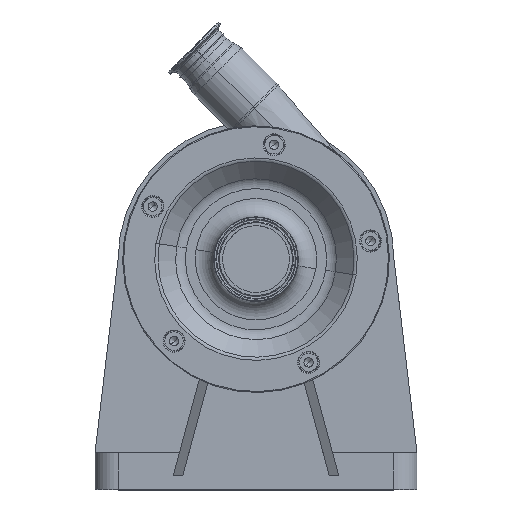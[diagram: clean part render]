
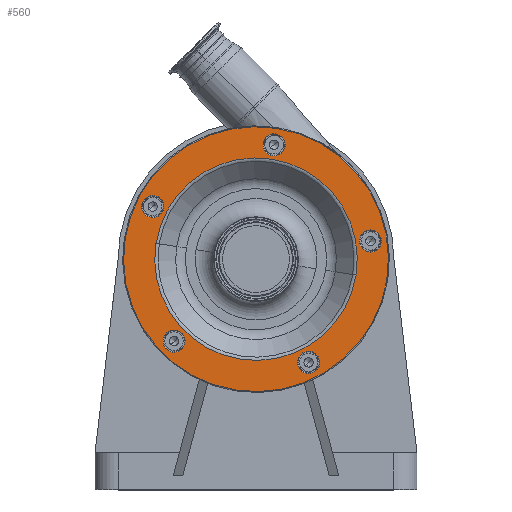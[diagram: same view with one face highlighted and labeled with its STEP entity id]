
A CAD part, top view. The second image highlights one B-rep face of the part: STEP entity #560.
In plain terms, the highlighted planar face has unit normal (0, 0, 1).
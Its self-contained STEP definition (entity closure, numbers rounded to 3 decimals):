
#177 = AXIS2_PLACEMENT_3D ( 'NONE', #15659, #11754, #2372 ) ;
#249 = EDGE_CURVE ( 'NONE', #3348, #10188, #18283, .T. ) ;
#285 = AXIS2_PLACEMENT_3D ( 'NONE', #7952, #1889, #12900 ) ;
#330 = DIRECTION ( 'NONE',  ( 0.988, -0.156, 0. ) ) ;
#553 = AXIS2_PLACEMENT_3D ( 'NONE', #5334, #3674, #13170 ) ;
#560 = ADVANCED_FACE ( 'NONE', ( #17976, #10059, #16419, #16521, #2412, #7143, #13433 ), #19708, .F. ) ;
#706 = CARTESIAN_POINT ( 'NONE',  ( 7.858, 126.326, 294.5 ) ) ;
#725 = AXIS2_PLACEMENT_3D ( 'NONE', #16221, #8308, #18911 ) ;
#764 = AXIS2_PLACEMENT_3D ( 'NONE', #5016, #7808, #6151 ) ;
#788 = ORIENTED_EDGE ( 'NONE', *, *, #2776, .F. ) ;
#838 = ORIENTED_EDGE ( 'NONE', *, *, #13362, .F. ) ;
#1046 = CIRCLE ( 'NONE', #725, 12. ) ;
#1206 = DIRECTION ( 'NONE',  ( 0., 0., 1. ) ) ;
#1229 = ORIENTED_EDGE ( 'NONE', *, *, #249, .F. ) ;
#1574 = DIRECTION ( 'NONE',  ( 0.988, -0.156, 0. ) ) ;
#1620 = AXIS2_PLACEMENT_3D ( 'NONE', #4461, #6121, #15791 ) ;
#1889 = DIRECTION ( 'NONE',  ( 0., 0., 1. ) ) ;
#2183 = DIRECTION ( 'NONE',  ( 0.988, -0.156, 0. ) ) ;
#2274 = EDGE_CURVE ( 'NONE', #6999, #12974, #18025, .T. ) ;
#2372 = DIRECTION ( 'NONE',  ( 0.988, -0.156, 0. ) ) ;
#2411 = AXIS2_PLACEMENT_3D ( 'NONE', #18139, #10113, #2183 ) ;
#2412 = FACE_BOUND ( 'NONE', #9233, .T. ) ;
#2416 = EDGE_LOOP ( 'NONE', ( #838, #8796 ) ) ;
#2661 = CARTESIAN_POINT ( 'NONE',  ( -124.119, 59.08, 294.5 ) ) ;
#2667 = AXIS2_PLACEMENT_3D ( 'NONE', #9404, #20198, #1574 ) ;
#2776 = EDGE_CURVE ( 'NONE', #12399, #16227, #15718, .T. ) ;
#3314 = AXIS2_PLACEMENT_3D ( 'NONE', #20117, #19915, #11795 ) ;
#3324 = CARTESIAN_POINT ( 'NONE',  ( -142.227, 22.527, 294.5 ) ) ;
#3348 = VERTEX_POINT ( 'NONE', #13009 ) ;
#3354 = ORIENTED_EDGE ( 'NONE', *, *, #2274, .F. ) ;
#3430 = CARTESIAN_POINT ( 'NONE',  ( -100.948, -87.218, 294.5 ) ) ;
#3594 = CIRCLE ( 'NONE', #4906, 144. ) ;
#3674 = DIRECTION ( 'NONE',  ( 0., 0., 1. ) ) ;
#4041 = CARTESIAN_POINT ( 'NONE',  ( 22.527, 142.227, 294.5 ) ) ;
#4461 = CARTESIAN_POINT ( 'NONE',  ( -89.095, -89.095, 294.5 ) ) ;
#4568 = VERTEX_POINT ( 'NONE', #15815 ) ;
#4869 = EDGE_CURVE ( 'NONE', #10188, #3348, #12208, .T. ) ;
#4906 = AXIS2_PLACEMENT_3D ( 'NONE', #12704, #6617, #19284 ) ;
#4986 = EDGE_CURVE ( 'NONE', #11113, #16573, #14499, .T. ) ;
#5016 = CARTESIAN_POINT ( 'NONE',  ( -112.267, 57.203, 294.5 ) ) ;
#5020 = CIRCLE ( 'NONE', #16531, 12. ) ;
#5334 = CARTESIAN_POINT ( 'NONE',  ( 57.203, -112.267, 294.5 ) ) ;
#5555 = ORIENTED_EDGE ( 'NONE', *, *, #10994, .F. ) ;
#5915 = CARTESIAN_POINT ( 'NONE',  ( 142.227, -22.527, 294.5 ) ) ;
#6121 = DIRECTION ( 'NONE',  ( 0., 0., 1. ) ) ;
#6151 = DIRECTION ( 'NONE',  ( 0.988, -0.156, 0. ) ) ;
#6469 = ORIENTED_EDGE ( 'NONE', *, *, #8014, .F. ) ;
#6617 = DIRECTION ( 'NONE',  ( 0., 0., 1. ) ) ;
#6623 = AXIS2_PLACEMENT_3D ( 'NONE', #7561, #13837, #18171 ) ;
#6675 = EDGE_CURVE ( 'NONE', #16227, #12399, #5020, .T. ) ;
#6683 = VERTEX_POINT ( 'NONE', #11232 ) ;
#6699 = CIRCLE ( 'NONE', #2411, 12. ) ;
#6999 = VERTEX_POINT ( 'NONE', #7237 ) ;
#7135 = EDGE_CURVE ( 'NONE', #12974, #6999, #18148, .T. ) ;
#7143 = FACE_OUTER_BOUND ( 'NONE', #17249, .T. ) ;
#7237 = CARTESIAN_POINT ( 'NONE',  ( 108.716, -17.219, 294.5 ) ) ;
#7561 = CARTESIAN_POINT ( 'NONE',  ( -89.095, -89.095, 294.5 ) ) ;
#7808 = DIRECTION ( 'NONE',  ( 0., 0., 1. ) ) ;
#7952 = CARTESIAN_POINT ( 'NONE',  ( 0., 0., 294.5 ) ) ;
#8014 = EDGE_CURVE ( 'NONE', #10219, #6683, #16842, .T. ) ;
#8308 = DIRECTION ( 'NONE',  ( 0., 0., 1. ) ) ;
#8439 = DIRECTION ( 'NONE',  ( 0., 0., 1. ) ) ;
#8526 = EDGE_CURVE ( 'NONE', #4568, #13314, #6699, .T. ) ;
#8796 = ORIENTED_EDGE ( 'NONE', *, *, #8526, .F. ) ;
#9016 = CARTESIAN_POINT ( 'NONE',  ( 19.711, 124.449, 294.5 ) ) ;
#9046 = CIRCLE ( 'NONE', #177, 12. ) ;
#9233 = EDGE_LOOP ( 'NONE', ( #3354, #19593 ) ) ;
#9404 = CARTESIAN_POINT ( 'NONE',  ( 0., 0., 294.5 ) ) ;
#10059 = FACE_BOUND ( 'NONE', #10333, .T. ) ;
#10113 = DIRECTION ( 'NONE',  ( 0., 0., 1. ) ) ;
#10188 = VERTEX_POINT ( 'NONE', #18423 ) ;
#10219 = VERTEX_POINT ( 'NONE', #2661 ) ;
#10333 = EDGE_LOOP ( 'NONE', ( #20355, #1229 ) ) ;
#10940 = CARTESIAN_POINT ( 'NONE',  ( -108.716, 17.219, 294.5 ) ) ;
#10994 = EDGE_CURVE ( 'NONE', #16573, #11113, #11478, .T. ) ;
#11091 = AXIS2_PLACEMENT_3D ( 'NONE', #4041, #18172, #16616 ) ;
#11113 = VERTEX_POINT ( 'NONE', #3430 ) ;
#11232 = CARTESIAN_POINT ( 'NONE',  ( -100.415, 55.326, 294.5 ) ) ;
#11478 = CIRCLE ( 'NONE', #1620, 12. ) ;
#11621 = ORIENTED_EDGE ( 'NONE', *, *, #14969, .F. ) ;
#11754 = DIRECTION ( 'NONE',  ( 0., 0., 1. ) ) ;
#11795 = DIRECTION ( 'NONE',  ( 0.988, -0.156, 0. ) ) ;
#12208 = CIRCLE ( 'NONE', #3314, 12. ) ;
#12295 = CARTESIAN_POINT ( 'NONE',  ( 0., 0., 294.5 ) ) ;
#12399 = VERTEX_POINT ( 'NONE', #706 ) ;
#12588 = VERTEX_POINT ( 'NONE', #5915 ) ;
#12704 = CARTESIAN_POINT ( 'NONE',  ( 0., 0., 294.5 ) ) ;
#12900 = DIRECTION ( 'NONE',  ( 0.988, -0.156, 0. ) ) ;
#12940 = ORIENTED_EDGE ( 'NONE', *, *, #16830, .T. ) ;
#12974 = VERTEX_POINT ( 'NONE', #10940 ) ;
#13009 = CARTESIAN_POINT ( 'NONE',  ( 45.351, -110.39, 294.5 ) ) ;
#13170 = DIRECTION ( 'NONE',  ( 0.988, -0.156, 0. ) ) ;
#13314 = VERTEX_POINT ( 'NONE', #18971 ) ;
#13331 = CARTESIAN_POINT ( 'NONE',  ( -77.243, -90.973, 294.5 ) ) ;
#13362 = EDGE_CURVE ( 'NONE', #13314, #4568, #9046, .T. ) ;
#13433 = FACE_BOUND ( 'NONE', #14452, .T. ) ;
#13837 = DIRECTION ( 'NONE',  ( 0., 0., 1. ) ) ;
#14179 = ORIENTED_EDGE ( 'NONE', *, *, #4986, .F. ) ;
#14452 = EDGE_LOOP ( 'NONE', ( #11621, #6469 ) ) ;
#14499 = CIRCLE ( 'NONE', #6623, 12. ) ;
#14756 = CARTESIAN_POINT ( 'NONE',  ( 31.563, 122.572, 294.5 ) ) ;
#14969 = EDGE_CURVE ( 'NONE', #6683, #10219, #1046, .T. ) ;
#15248 = EDGE_LOOP ( 'NONE', ( #5555, #14179 ) ) ;
#15313 = VERTEX_POINT ( 'NONE', #3324 ) ;
#15478 = DIRECTION ( 'NONE',  ( 0.988, -0.156, 0. ) ) ;
#15659 = CARTESIAN_POINT ( 'NONE',  ( 124.449, 19.711, 294.5 ) ) ;
#15718 = CIRCLE ( 'NONE', #17703, 12. ) ;
#15791 = DIRECTION ( 'NONE',  ( 0.988, -0.156, 0. ) ) ;
#15815 = CARTESIAN_POINT ( 'NONE',  ( 112.596, 21.588, 294.5 ) ) ;
#15959 = CARTESIAN_POINT ( 'NONE',  ( 19.711, 124.449, 294.5 ) ) ;
#16221 = CARTESIAN_POINT ( 'NONE',  ( -112.267, 57.203, 294.5 ) ) ;
#16227 = VERTEX_POINT ( 'NONE', #14756 ) ;
#16419 = FACE_BOUND ( 'NONE', #15248, .T. ) ;
#16521 = FACE_BOUND ( 'NONE', #18476, .T. ) ;
#16531 = AXIS2_PLACEMENT_3D ( 'NONE', #15959, #8439, #330 ) ;
#16573 = VERTEX_POINT ( 'NONE', #13331 ) ;
#16616 = DIRECTION ( 'NONE',  ( -0.988, 0.156, 0. ) ) ;
#16755 = EDGE_CURVE ( 'NONE', #15313, #12588, #18414, .T. ) ;
#16830 = EDGE_CURVE ( 'NONE', #12588, #15313, #3594, .T. ) ;
#16842 = CIRCLE ( 'NONE', #764, 12. ) ;
#16844 = ORIENTED_EDGE ( 'NONE', *, *, #6675, .F. ) ;
#17218 = DIRECTION ( 'NONE',  ( 0., 0., 1. ) ) ;
#17249 = EDGE_LOOP ( 'NONE', ( #12940, #18550 ) ) ;
#17497 = AXIS2_PLACEMENT_3D ( 'NONE', #12295, #17218, #18566 ) ;
#17703 = AXIS2_PLACEMENT_3D ( 'NONE', #9016, #1206, #15478 ) ;
#17976 = FACE_BOUND ( 'NONE', #2416, .T. ) ;
#18025 = CIRCLE ( 'NONE', #285, 110.071 ) ;
#18139 = CARTESIAN_POINT ( 'NONE',  ( 124.449, 19.711, 294.5 ) ) ;
#18148 = CIRCLE ( 'NONE', #17497, 110.071 ) ;
#18171 = DIRECTION ( 'NONE',  ( 0.988, -0.156, 0. ) ) ;
#18172 = DIRECTION ( 'NONE',  ( 0., 0., -1. ) ) ;
#18283 = CIRCLE ( 'NONE', #553, 12. ) ;
#18414 = CIRCLE ( 'NONE', #2667, 144. ) ;
#18423 = CARTESIAN_POINT ( 'NONE',  ( 69.055, -114.144, 294.5 ) ) ;
#18476 = EDGE_LOOP ( 'NONE', ( #16844, #788 ) ) ;
#18550 = ORIENTED_EDGE ( 'NONE', *, *, #16755, .T. ) ;
#18566 = DIRECTION ( 'NONE',  ( 0.988, -0.156, 0. ) ) ;
#18911 = DIRECTION ( 'NONE',  ( 0.988, -0.156, 0. ) ) ;
#18971 = CARTESIAN_POINT ( 'NONE',  ( 136.301, 17.834, 294.5 ) ) ;
#19284 = DIRECTION ( 'NONE',  ( 0.988, -0.156, 0. ) ) ;
#19593 = ORIENTED_EDGE ( 'NONE', *, *, #7135, .F. ) ;
#19708 = PLANE ( 'NONE',  #11091 ) ;
#19915 = DIRECTION ( 'NONE',  ( 0., 0., 1. ) ) ;
#20117 = CARTESIAN_POINT ( 'NONE',  ( 57.203, -112.267, 294.5 ) ) ;
#20198 = DIRECTION ( 'NONE',  ( 0., 0., 1. ) ) ;
#20355 = ORIENTED_EDGE ( 'NONE', *, *, #4869, .F. ) ;
